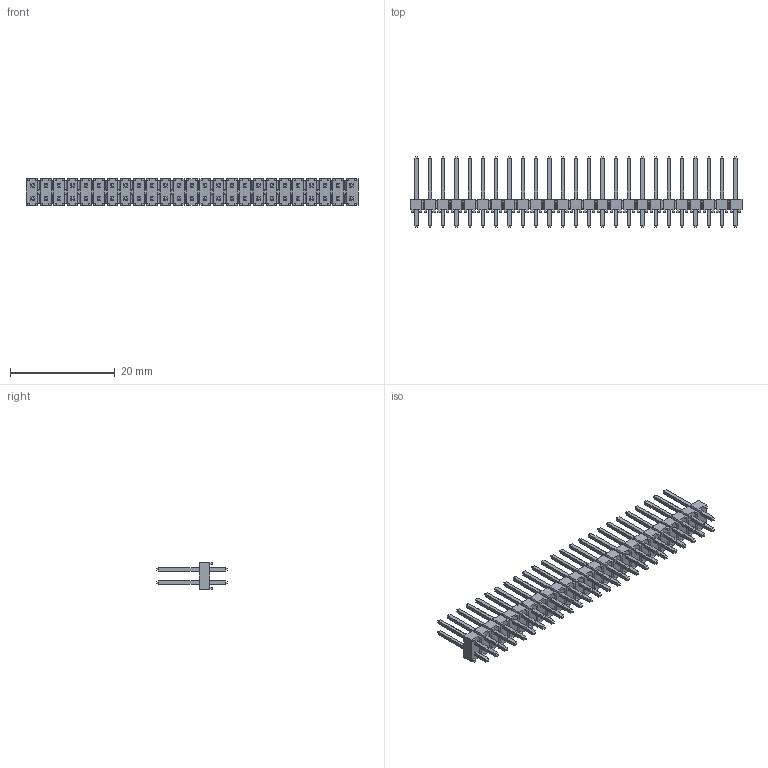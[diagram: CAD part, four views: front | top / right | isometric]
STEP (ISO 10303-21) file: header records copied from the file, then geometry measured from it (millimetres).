
FILE_DESCRIPTION( ( 'STEP AP203' ), '1' );
FILE_NAME( 'TSW-125-14-F-D.stp', '2019-03-07T20:05:56', ( '' ), ( '' ), ' ', 'PARTsolutions', ' ' );
FILE_SCHEMA( ( 'CONFIG_CONTROL_DESIGN' ) );
Length unit declared in the file: inch
Products named in the file (3): TSW-125-14-F-D; _TSW-125-14-F-D_body; _T-1S6-08-TSW-1-14-25-D
Assembly tree (2 placements, depth 2):
  TSW-125-14-F-D
    _TSW-125-14-F-D_body
    _T-1S6-08-TSW-1-14-25-D
Bounding box: 63.5 x 13.46 x 5.08 mm (x, y, z)
Volume: 874.8 mm3; surface area: 3467.7 mm2
Topology: 2 solids, 2 shells, 2088 faces, 5216 edges, 3184 vertices
Faces by surface type: plane 2088
Entity records: 60104 total; most frequent: CARTESIAN_POINT 10491, ORIENTED_EDGE 10432, DIRECTION 9398, EDGE_CURVE 5216, LINE 5216, VECTOR 5216, VERTEX_POINT 3184, EDGE_LOOP 2288
